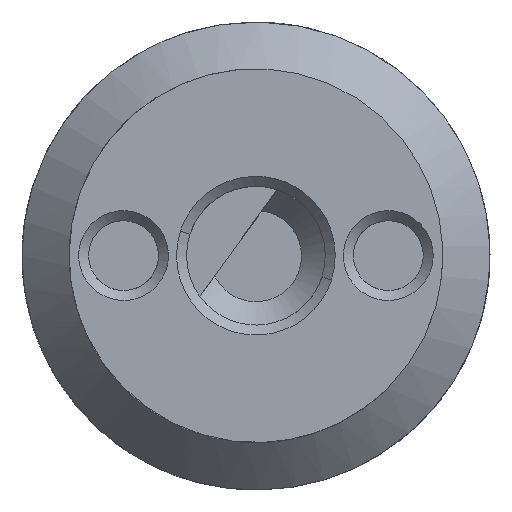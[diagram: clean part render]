
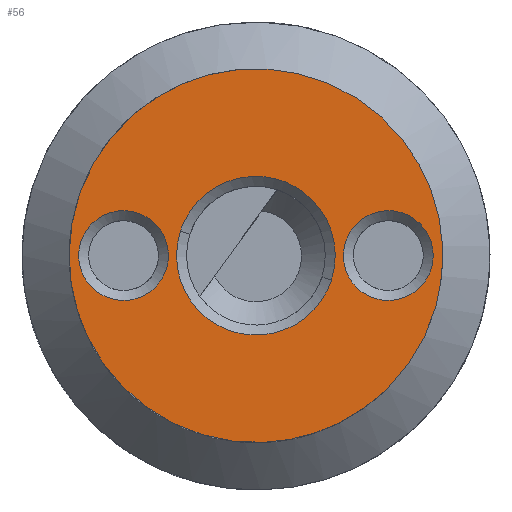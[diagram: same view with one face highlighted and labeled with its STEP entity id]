
A CAD part, top view. The second image highlights one B-rep face of the part: STEP entity #56.
In plain terms, the highlighted planar face has unit normal (0, 0, 1).
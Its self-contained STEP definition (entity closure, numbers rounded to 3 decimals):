
#14=FACE_BOUND('',#145,.T.);
#15=FACE_BOUND('',#146,.T.);
#16=FACE_BOUND('',#147,.T.);
#56=ADVANCED_FACE('',(#100,#14,#15,#16),#607,.T.);
#100=FACE_OUTER_BOUND('',#144,.T.);
#144=EDGE_LOOP('',(#319));
#145=EDGE_LOOP('',(#320));
#146=EDGE_LOOP('',(#321));
#147=EDGE_LOOP('',(#322,#323));
#319=ORIENTED_EDGE('',*,*,#431,.T.);
#320=ORIENTED_EDGE('',*,*,#413,.T.);
#321=ORIENTED_EDGE('',*,*,#408,.F.);
#322=ORIENTED_EDGE('',*,*,#436,.F.);
#323=ORIENTED_EDGE('',*,*,#439,.F.);
#408=EDGE_CURVE('',#573,#573,#458,.T.);
#413=EDGE_CURVE('',#576,#576,#462,.T.);
#431=EDGE_CURVE('',#588,#588,#473,.T.);
#436=EDGE_CURVE('',#592,#591,#477,.T.);
#439=EDGE_CURVE('',#591,#592,#479,.T.);
#458=(
BOUNDED_CURVE()
B_SPLINE_CURVE(2,(#1398,#1399,#1400,#1401,#1402,#1403,#1404,#1405,#1406),
 .UNSPECIFIED.,.T.,.F.)
B_SPLINE_CURVE_WITH_KNOTS((3,2,2,2,3),(0.,3.534,7.068,
10.603,14.137),.UNSPECIFIED.)
CURVE()
GEOMETRIC_REPRESENTATION_ITEM()
RATIONAL_B_SPLINE_CURVE((1.,0.707,1.,0.707,1.,0.707,
1.,0.707,1.))
REPRESENTATION_ITEM('')
);
#462=(
BOUNDED_CURVE()
B_SPLINE_CURVE(2,(#1429,#1430,#1431,#1432,#1433,#1434,#1435,#1436,#1437),
 .UNSPECIFIED.,.T.,.F.)
B_SPLINE_CURVE_WITH_KNOTS((3,2,2,2,3),(0.,3.534,7.068,
10.603,14.137),.UNSPECIFIED.)
CURVE()
GEOMETRIC_REPRESENTATION_ITEM()
RATIONAL_B_SPLINE_CURVE((1.,0.707,1.,0.707,1.,0.707,
1.,0.707,1.))
REPRESENTATION_ITEM('')
);
#473=(
BOUNDED_CURVE()
B_SPLINE_CURVE(2,(#1529,#1530,#1531,#1532,#1533,#1534,#1535,#1536,#1537),
 .UNSPECIFIED.,.T.,.F.)
B_SPLINE_CURVE_WITH_KNOTS((3,2,2,2,3),(0.,13.698,27.397,
41.095,54.793),.UNSPECIFIED.)
CURVE()
GEOMETRIC_REPRESENTATION_ITEM()
RATIONAL_B_SPLINE_CURVE((1.,0.707,1.,0.707,1.,0.707,
1.,0.707,1.))
REPRESENTATION_ITEM('')
);
#477=(
BOUNDED_CURVE()
B_SPLINE_CURVE(2,(#1550,#1551,#1552,#1553,#1554),.UNSPECIFIED.,.F.,.F.)
B_SPLINE_CURVE_WITH_KNOTS((3,2,3),(0.,6.244,12.488),
 .UNSPECIFIED.)
CURVE()
GEOMETRIC_REPRESENTATION_ITEM()
RATIONAL_B_SPLINE_CURVE((1.,0.707,1.,0.707,1.))
REPRESENTATION_ITEM('')
);
#479=(
BOUNDED_CURVE()
B_SPLINE_CURVE(2,(#1562,#1563,#1564,#1565,#1566),.UNSPECIFIED.,.F.,.F.)
B_SPLINE_CURVE_WITH_KNOTS((3,2,3),(0.,6.244,
12.488),.UNSPECIFIED.)
CURVE()
GEOMETRIC_REPRESENTATION_ITEM()
RATIONAL_B_SPLINE_CURVE((1.,0.707,1.,0.707,1.))
REPRESENTATION_ITEM('')
);
#573=VERTEX_POINT('',#1123);
#576=VERTEX_POINT('',#1126);
#588=VERTEX_POINT('',#1138);
#591=VERTEX_POINT('',#1141);
#592=VERTEX_POINT('',#1142);
#607=PLANE('',#745);
#745=AXIS2_PLACEMENT_3D('',#1063,#771,$);
#771=DIRECTION('',(0.,0.,1.));
#1063=CARTESIAN_POINT('',(-36.746,66.768,-24.711));
#1123=CARTESIAN_POINT('',(-29.527,77.485,-24.711));
#1126=CARTESIAN_POINT('',(-19.915,77.485,-24.711));
#1138=CARTESIAN_POINT('',(-21.823,69.896,-24.711));
#1141=CARTESIAN_POINT('',(-20.94,77.568,-24.711));
#1142=CARTESIAN_POINT('',(-28.501,80.025,-24.711));
#1398=CARTESIAN_POINT('',(-29.527,77.485,-24.711));
#1399=CARTESIAN_POINT('',(-28.21,79.31,-24.711));
#1400=CARTESIAN_POINT('',(-30.035,80.626,-24.711));
#1401=CARTESIAN_POINT('',(-31.86,81.942,-24.711));
#1402=CARTESIAN_POINT('',(-33.176,80.118,-24.711));
#1403=CARTESIAN_POINT('',(-34.492,78.293,-24.711));
#1404=CARTESIAN_POINT('',(-32.668,76.977,-24.711));
#1405=CARTESIAN_POINT('',(-30.843,75.66,-24.711));
#1406=CARTESIAN_POINT('',(-29.527,77.485,-24.711));
#1429=CARTESIAN_POINT('',(-19.915,77.485,-24.711));
#1430=CARTESIAN_POINT('',(-21.231,79.31,-24.711));
#1431=CARTESIAN_POINT('',(-19.406,80.626,-24.711));
#1432=CARTESIAN_POINT('',(-17.581,81.942,-24.711));
#1433=CARTESIAN_POINT('',(-16.265,80.118,-24.711));
#1434=CARTESIAN_POINT('',(-14.949,78.293,-24.711));
#1435=CARTESIAN_POINT('',(-16.774,76.977,-24.711));
#1436=CARTESIAN_POINT('',(-18.598,75.66,-24.711));
#1437=CARTESIAN_POINT('',(-19.915,77.485,-24.711));
#1529=CARTESIAN_POINT('',(-21.823,69.896,-24.711));
#1530=CARTESIAN_POINT('',(-12.922,72.788,-24.711));
#1531=CARTESIAN_POINT('',(-15.814,81.69,-24.711));
#1532=CARTESIAN_POINT('',(-18.706,90.592,-24.711));
#1533=CARTESIAN_POINT('',(-27.608,87.7,-24.711));
#1534=CARTESIAN_POINT('',(-36.51,84.807,-24.711));
#1535=CARTESIAN_POINT('',(-33.618,75.905,-24.711));
#1536=CARTESIAN_POINT('',(-30.725,67.004,-24.711));
#1537=CARTESIAN_POINT('',(-21.823,69.896,-24.711));
#1550=CARTESIAN_POINT('',(-28.501,80.025,-24.711));
#1551=CARTESIAN_POINT('',(-29.729,76.244,-24.711));
#1552=CARTESIAN_POINT('',(-25.949,75.016,-24.711));
#1553=CARTESIAN_POINT('',(-22.169,73.788,-24.711));
#1554=CARTESIAN_POINT('',(-20.94,77.568,-24.711));
#1562=CARTESIAN_POINT('',(-20.94,77.568,-24.711));
#1563=CARTESIAN_POINT('',(-19.712,81.349,-24.711));
#1564=CARTESIAN_POINT('',(-23.492,82.577,-24.711));
#1565=CARTESIAN_POINT('',(-27.273,83.805,-24.711));
#1566=CARTESIAN_POINT('',(-28.501,80.025,-24.711));
